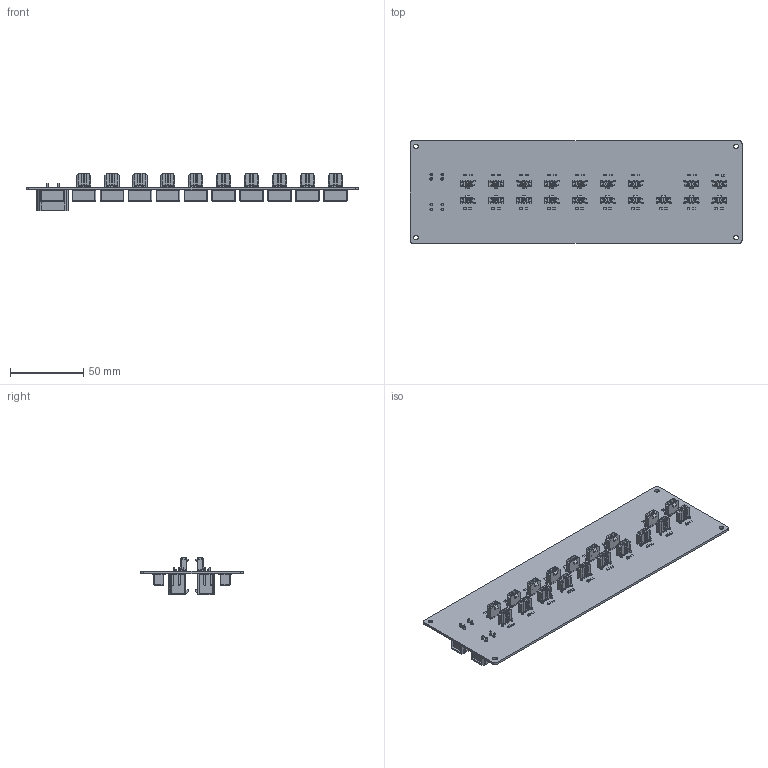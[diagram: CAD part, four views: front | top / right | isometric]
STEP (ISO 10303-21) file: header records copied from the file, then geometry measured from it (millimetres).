
FILE_DESCRIPTION(('KiCad electronic assembly'),'2;1');
FILE_NAME('PS-LVDistributionPCB.step','2025-01-25T16:56:56',('Pcbnew'),( 'Kicad'),'Open CASCADE STEP processor 7.7','KiCad to STEP converter' ,'Unknown');
FILE_SCHEMA(('AUTOMOTIVE_DESIGN { 1 0 10303 214 1 1 1 1 }'));
Length unit declared in the file: millimetre
Products named in the file (12): PS-LVDistributionPCB 1; 436500217; R_0805_2012Metric; LED_0805_2012Metric; 3588; sabre_1x2_3d; 431600102; PS-LVDistributionPCB_PCB
Assembly tree (86 placements, depth 3):
  PS-LVDistributionPCB 1
    436500217  x19
      436500217
    R_0805_2012Metric  x19
      R_0805_2012Metric
    LED_0805_2012Metric  x19
      LED_0805_2012Metric
    3588  x21
      3588
    sabre_1x2_3d  x2
      431600102
    PS-LVDistributionPCB_PCB
Bounding box: 226 x 70 x 25.53 mm (x, y, z)
Volume: 46766.4 mm3; surface area: 75955.2 mm2
Topology: 142 solids, 142 shells, 10304 faces, 28436 edges, 18630 vertices
Faces by surface type: plane 8561, cylinder 1659, bspline 84
Full cylindrical faces by diameter (mm): 1.02 x38, 1.27 x38, 1.78 x8, 3.2 x4
Entity records: 25793 total; most frequent: CARTESIAN_POINT 4437, ORIENTED_EDGE 4186, DIRECTION 4151, EDGE_CURVE 2093, LINE 1739, VECTOR 1739, VERTEX_POINT 1364, AXIS2_PLACEMENT_3D 1206
